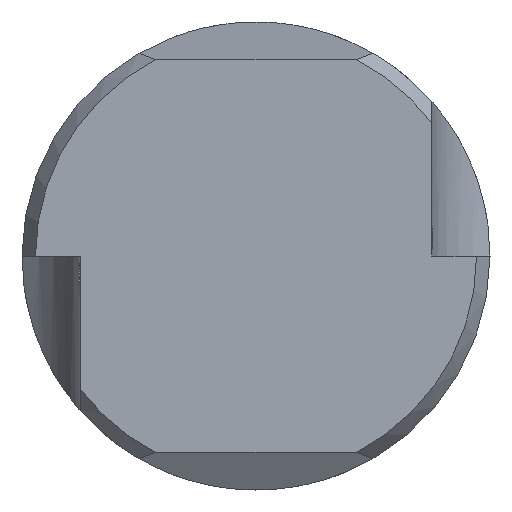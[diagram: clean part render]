
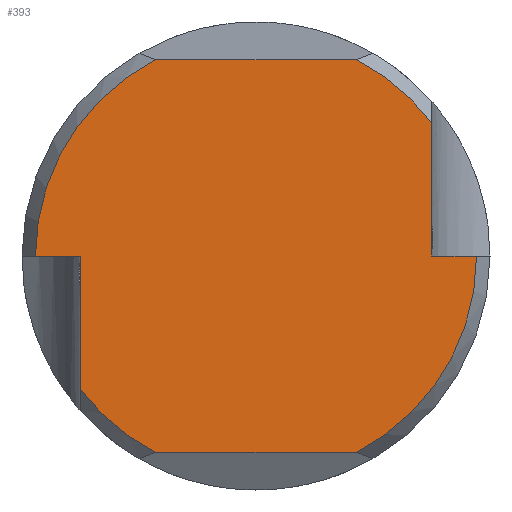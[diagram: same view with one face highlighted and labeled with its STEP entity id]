
A CAD part, left-side view. The second image highlights one B-rep face of the part: STEP entity #393.
In plain terms, the highlighted planar face has unit normal (-1, 0, 0).
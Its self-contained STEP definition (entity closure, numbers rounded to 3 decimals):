
#369=CIRCLE('',#775,18.845);
#370=CIRCLE('',#777,18.845);
#371=CIRCLE('',#778,18.845);
#372=CIRCLE('',#779,18.845);
#393=ADVANCED_FACE('',(#435),#423,.F.);
#423=PLANE('',#780);
#435=FACE_OUTER_BOUND('',#451,.T.);
#451=EDGE_LOOP('',(#540,#541,#542,#543,#544,#545,#546,#547,#548,#549));
#495=LINE('',#1003,#515);
#496=LINE('',#1007,#516);
#497=LINE('',#1009,#517);
#498=LINE('',#1013,#518);
#499=LINE('',#1017,#519);
#500=LINE('',#1019,#520);
#515=VECTOR('',#848,1.);
#516=VECTOR('',#851,1.);
#517=VECTOR('',#852,1.);
#518=VECTOR('',#855,1.);
#519=VECTOR('',#858,1.);
#520=VECTOR('',#859,1.);
#540=ORIENTED_EDGE('',*,*,#707,.T.);
#541=ORIENTED_EDGE('',*,*,#709,.F.);
#542=ORIENTED_EDGE('',*,*,#710,.T.);
#543=ORIENTED_EDGE('',*,*,#711,.F.);
#544=ORIENTED_EDGE('',*,*,#712,.F.);
#545=ORIENTED_EDGE('',*,*,#713,.T.);
#546=ORIENTED_EDGE('',*,*,#714,.F.);
#547=ORIENTED_EDGE('',*,*,#715,.T.);
#548=ORIENTED_EDGE('',*,*,#716,.F.);
#549=ORIENTED_EDGE('',*,*,#717,.F.);
#660=VERTEX_POINT('',#995);
#661=VERTEX_POINT('',#997);
#662=VERTEX_POINT('',#1004);
#663=VERTEX_POINT('',#1006);
#664=VERTEX_POINT('',#1008);
#665=VERTEX_POINT('',#1010);
#666=VERTEX_POINT('',#1012);
#667=VERTEX_POINT('',#1014);
#668=VERTEX_POINT('',#1016);
#669=VERTEX_POINT('',#1018);
#707=EDGE_CURVE('',#661,#660,#369,.T.);
#709=EDGE_CURVE('',#662,#660,#495,.T.);
#710=EDGE_CURVE('',#662,#663,#370,.T.);
#711=EDGE_CURVE('',#664,#663,#496,.T.);
#712=EDGE_CURVE('',#665,#664,#497,.T.);
#713=EDGE_CURVE('',#665,#666,#371,.T.);
#714=EDGE_CURVE('',#667,#666,#498,.T.);
#715=EDGE_CURVE('',#667,#668,#372,.T.);
#716=EDGE_CURVE('',#669,#668,#499,.T.);
#717=EDGE_CURVE('',#661,#669,#500,.T.);
#775=AXIS2_PLACEMENT_3D('',#996,#844,#845);
#777=AXIS2_PLACEMENT_3D('',#1005,#849,#850);
#778=AXIS2_PLACEMENT_3D('',#1011,#853,#854);
#779=AXIS2_PLACEMENT_3D('',#1015,#856,#857);
#780=AXIS2_PLACEMENT_3D('',#1020,#860,#861);
#844=DIRECTION('',(-1.,0.,0.));
#845=DIRECTION('',(0.,0.,1.));
#848=DIRECTION('',(0.,1.,0.));
#849=DIRECTION('',(-1.,0.,0.));
#850=DIRECTION('',(0.,0.,1.));
#851=DIRECTION('',(0.,-1.,0.));
#852=DIRECTION('',(0.,0.,-1.));
#853=DIRECTION('',(-1.,0.,0.));
#854=DIRECTION('',(0.,0.,1.));
#855=DIRECTION('',(0.,-1.,0.));
#856=DIRECTION('',(-1.,0.,0.));
#857=DIRECTION('',(0.,0.,1.));
#858=DIRECTION('',(0.,1.,0.));
#859=DIRECTION('',(0.,0.,1.));
#860=DIRECTION('',(1.,0.,0.));
#861=DIRECTION('',(0.,0.,-1.));
#995=CARTESIAN_POINT('',(0.,8.569,-16.785));
#996=CARTESIAN_POINT('',(0.,0.,0.));
#997=CARTESIAN_POINT('',(0.,15.,-11.408));
#1003=CARTESIAN_POINT('',(0.,-186.143,-16.785));
#1004=CARTESIAN_POINT('',(0.,-8.569,-16.785));
#1005=CARTESIAN_POINT('',(0.,0.,0.));
#1006=CARTESIAN_POINT('',(0.,-18.845,0.));
#1007=CARTESIAN_POINT('',(0.,-15.,0.));
#1008=CARTESIAN_POINT('',(0.,-15.,0.));
#1009=CARTESIAN_POINT('',(0.,-15.,20.));
#1010=CARTESIAN_POINT('',(0.,-15.,11.408));
#1011=CARTESIAN_POINT('',(0.,0.,0.));
#1012=CARTESIAN_POINT('',(0.,-8.569,16.785));
#1013=CARTESIAN_POINT('',(0.,186.143,16.785));
#1014=CARTESIAN_POINT('',(0.,8.569,16.785));
#1015=CARTESIAN_POINT('',(0.,0.,0.));
#1016=CARTESIAN_POINT('',(0.,18.845,0.));
#1017=CARTESIAN_POINT('',(0.,15.,0.));
#1018=CARTESIAN_POINT('',(0.,15.,0.));
#1019=CARTESIAN_POINT('',(0.,15.,-20.));
#1020=CARTESIAN_POINT('',(0.,3.05,0.));
